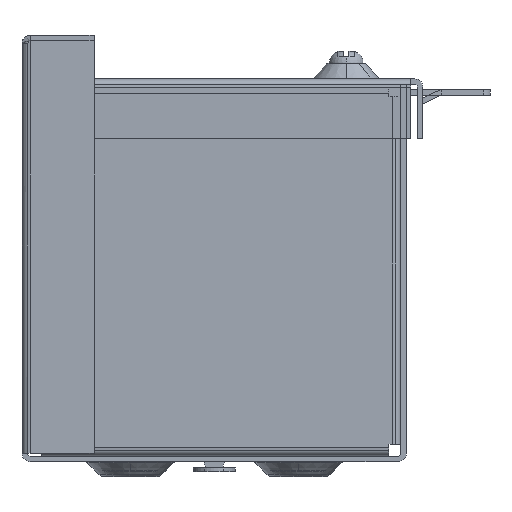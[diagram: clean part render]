
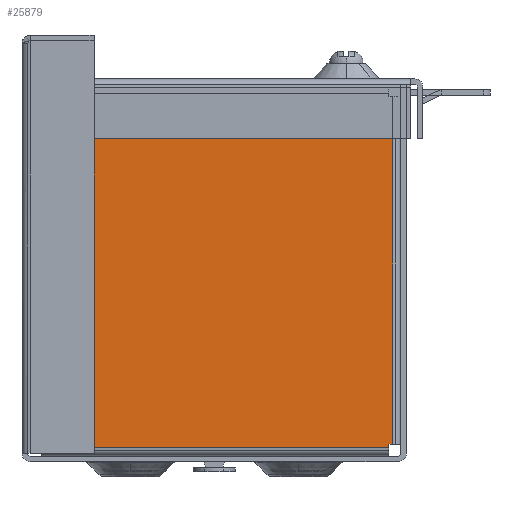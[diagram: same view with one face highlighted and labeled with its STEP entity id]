
A CAD part, left-side view. The second image highlights one B-rep face of the part: STEP entity #25879.
In plain terms, the highlighted planar face has unit normal (-1, 0, 0).
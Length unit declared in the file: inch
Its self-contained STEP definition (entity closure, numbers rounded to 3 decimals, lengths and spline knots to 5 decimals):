
#1026 = VECTOR ( 'NONE', #21514, 39.37008 ) ;
#1404 = CARTESIAN_POINT ( 'NONE',  ( -24., -1.818, 3.837 ) ) ;
#1550 = EDGE_CURVE ( 'NONE', #21953, #1816, #22363, .T. ) ;
#1636 = VERTEX_POINT ( 'NONE', #27961 ) ;
#1816 = VERTEX_POINT ( 'NONE', #1404 ) ;
#2435 = VECTOR ( 'NONE', #30138, 39.37008 ) ;
#2543 = VECTOR ( 'NONE', #13575, 39.37008 ) ;
#3027 = EDGE_CURVE ( 'NONE', #17343, #1636, #27920, .T. ) ;
#3191 = ORIENTED_EDGE ( 'NONE', *, *, #31575, .T. ) ;
#3387 = EDGE_CURVE ( 'NONE', #19621, #17343, #21866, .T. ) ;
#3695 = CARTESIAN_POINT ( 'NONE',  ( -24., 1.837, 3.798 ) ) ;
#4341 = CARTESIAN_POINT ( 'NONE',  ( -24., -1.857, 3.923 ) ) ;
#4456 = EDGE_CURVE ( 'NONE', #1636, #21953, #29365, .T. ) ;
#4458 = PLANE ( 'NONE',  #32905 ) ;
#5153 = EDGE_LOOP ( 'NONE', ( #18522, #25534, #5929, #32897, #20075, #24281, #7966, #25253, #24177, #26568, #3191, #14853 ) ) ;
#5280 = CARTESIAN_POINT ( 'NONE',  ( -24., -1.943, 0.143 ) ) ;
#5929 = ORIENTED_EDGE ( 'NONE', *, *, #3387, .T. ) ;
#6023 = DIRECTION ( 'NONE',  ( 0., 1., 0. ) ) ;
#6039 = VERTEX_POINT ( 'NONE', #3695 ) ;
#6587 = CARTESIAN_POINT ( 'NONE',  ( -24., 1.798, 3.837 ) ) ;
#6779 = CARTESIAN_POINT ( 'NONE',  ( -24., 1.798, 3.798 ) ) ;
#6916 = DIRECTION ( 'NONE',  ( 0., 0., 1. ) ) ;
#7508 = EDGE_CURVE ( 'NONE', #24031, #21913, #26267, .T. ) ;
#7966 = ORIENTED_EDGE ( 'NONE', *, *, #24145, .T. ) ;
#7986 = DIRECTION ( 'NONE',  ( 0., 0., -1. ) ) ;
#8307 = LINE ( 'NONE', #13063, #11687 ) ;
#8576 = LINE ( 'NONE', #29279, #8895 ) ;
#8895 = VECTOR ( 'NONE', #6023, 39.37008 ) ;
#9320 = LINE ( 'NONE', #6779, #17750 ) ;
#9398 = VECTOR ( 'NONE', #18386, 39.37008 ) ;
#10194 = CARTESIAN_POINT ( 'NONE',  ( -24., 1.798, 0.182 ) ) ;
#11024 = LINE ( 'NONE', #16136, #17645 ) ;
#11157 = DIRECTION ( 'NONE',  ( 0., 0., 1. ) ) ;
#11287 = EDGE_CURVE ( 'NONE', #21913, #22592, #28541, .T. ) ;
#11530 = CARTESIAN_POINT ( 'NONE',  ( -24., -1.818, 3.798 ) ) ;
#11687 = VECTOR ( 'NONE', #25980, 39.37008 ) ;
#13063 = CARTESIAN_POINT ( 'NONE',  ( -24., -1.943, 3.837 ) ) ;
#13554 = VERTEX_POINT ( 'NONE', #14768 ) ;
#13575 = DIRECTION ( 'NONE',  ( 0., 1., 0. ) ) ;
#14057 = CARTESIAN_POINT ( 'NONE',  ( -24., -1.943, 0.182 ) ) ;
#14267 = CARTESIAN_POINT ( 'NONE',  ( -24., 1.837, 0.182 ) ) ;
#14501 = EDGE_CURVE ( 'NONE', #21645, #13554, #9320, .T. ) ;
#14753 = DIRECTION ( 'NONE',  ( 0., 0., -1. ) ) ;
#14768 = CARTESIAN_POINT ( 'NONE',  ( -24., 1.798, 3.798 ) ) ;
#14853 = ORIENTED_EDGE ( 'NONE', *, *, #7508, .T. ) ;
#15505 = LINE ( 'NONE', #28573, #9398 ) ;
#15654 = DIRECTION ( 'NONE',  ( 0., -1., 0. ) ) ;
#16136 = CARTESIAN_POINT ( 'NONE',  ( -24., 1.837, 3.923 ) ) ;
#16260 = CARTESIAN_POINT ( 'NONE',  ( -24., 1.798, 0.057 ) ) ;
#16413 = CARTESIAN_POINT ( 'NONE',  ( -24., -1.818, 0.182 ) ) ;
#16765 = VECTOR ( 'NONE', #11157, 39.37008 ) ;
#17343 = VERTEX_POINT ( 'NONE', #19944 ) ;
#17519 = DIRECTION ( 'NONE',  ( -1., 0., 0. ) ) ;
#17645 = VECTOR ( 'NONE', #7986, 39.37008 ) ;
#17750 = VECTOR ( 'NONE', #14753, 39.37008 ) ;
#18374 = CARTESIAN_POINT ( 'NONE',  ( -24., -1.818, 0.143 ) ) ;
#18386 = DIRECTION ( 'NONE',  ( 0., -1., 0. ) ) ;
#18522 = ORIENTED_EDGE ( 'NONE', *, *, #11287, .T. ) ;
#19621 = VERTEX_POINT ( 'NONE', #26161 ) ;
#19944 = CARTESIAN_POINT ( 'NONE',  ( -24., -1.857, 0.182 ) ) ;
#20075 = ORIENTED_EDGE ( 'NONE', *, *, #4456, .T. ) ;
#21002 = CARTESIAN_POINT ( 'NONE',  ( -24., 1.798, 0.143 ) ) ;
#21514 = DIRECTION ( 'NONE',  ( 0., 0., -1. ) ) ;
#21645 = VERTEX_POINT ( 'NONE', #6587 ) ;
#21866 = LINE ( 'NONE', #14057, #26327 ) ;
#21913 = VERTEX_POINT ( 'NONE', #21002 ) ;
#21953 = VERTEX_POINT ( 'NONE', #31671 ) ;
#22363 = LINE ( 'NONE', #22531, #33315 ) ;
#22531 = CARTESIAN_POINT ( 'NONE',  ( -24., -1.818, 3.923 ) ) ;
#22592 = VERTEX_POINT ( 'NONE', #18374 ) ;
#23963 = VECTOR ( 'NONE', #15654, 39.37008 ) ;
#24031 = VERTEX_POINT ( 'NONE', #10194 ) ;
#24145 = EDGE_CURVE ( 'NONE', #1816, #21645, #8307, .T. ) ;
#24177 = ORIENTED_EDGE ( 'NONE', *, *, #32309, .T. ) ;
#24194 = EDGE_CURVE ( 'NONE', #6039, #31899, #11024, .T. ) ;
#24281 = ORIENTED_EDGE ( 'NONE', *, *, #1550, .T. ) ;
#25158 = CARTESIAN_POINT ( 'NONE',  ( -24., -1.943, 3.923 ) ) ;
#25253 = ORIENTED_EDGE ( 'NONE', *, *, #14501, .T. ) ;
#25534 = ORIENTED_EDGE ( 'NONE', *, *, #27757, .T. ) ;
#25879 = ADVANCED_FACE ( 'NONE', ( #30264 ), #4458, .T. ) ;
#25980 = DIRECTION ( 'NONE',  ( 0., 1., 0. ) ) ;
#26161 = CARTESIAN_POINT ( 'NONE',  ( -24., -1.818, 0.182 ) ) ;
#26267 = LINE ( 'NONE', #16260, #1026 ) ;
#26327 = VECTOR ( 'NONE', #29185, 39.37008 ) ;
#26568 = ORIENTED_EDGE ( 'NONE', *, *, #24194, .T. ) ;
#27757 = EDGE_CURVE ( 'NONE', #22592, #19621, #29317, .T. ) ;
#27920 = LINE ( 'NONE', #4341, #2435 ) ;
#27961 = CARTESIAN_POINT ( 'NONE',  ( -24., -1.857, 3.798 ) ) ;
#28541 = LINE ( 'NONE', #5280, #23963 ) ;
#28573 = CARTESIAN_POINT ( 'NONE',  ( -24., 1.798, 0.182 ) ) ;
#29185 = DIRECTION ( 'NONE',  ( 0., -1., 0. ) ) ;
#29279 = CARTESIAN_POINT ( 'NONE',  ( -24., 1.923, 3.798 ) ) ;
#29317 = LINE ( 'NONE', #16413, #16765 ) ;
#29365 = LINE ( 'NONE', #11530, #2543 ) ;
#30138 = DIRECTION ( 'NONE',  ( 0., 0., 1. ) ) ;
#30264 = FACE_OUTER_BOUND ( 'NONE', #5153, .T. ) ;
#31575 = EDGE_CURVE ( 'NONE', #31899, #24031, #15505, .T. ) ;
#31671 = CARTESIAN_POINT ( 'NONE',  ( -24., -1.818, 3.798 ) ) ;
#31899 = VERTEX_POINT ( 'NONE', #14267 ) ;
#32309 = EDGE_CURVE ( 'NONE', #13554, #6039, #8576, .T. ) ;
#32897 = ORIENTED_EDGE ( 'NONE', *, *, #3027, .T. ) ;
#32905 = AXIS2_PLACEMENT_3D ( 'NONE', #25158, #17519, #33452 ) ;
#33315 = VECTOR ( 'NONE', #6916, 39.37008 ) ;
#33452 = DIRECTION ( 'NONE',  ( 0., 1., 0. ) ) ;
